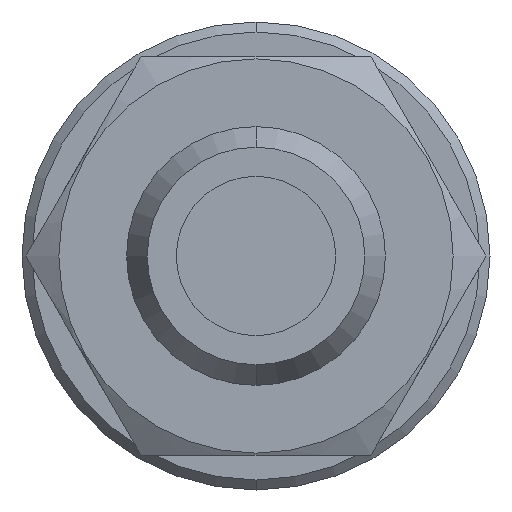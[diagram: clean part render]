
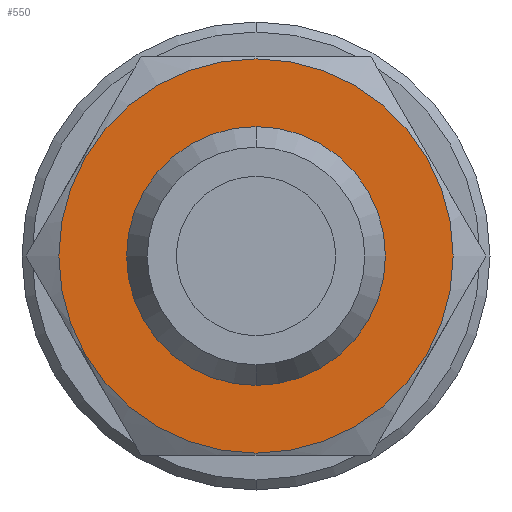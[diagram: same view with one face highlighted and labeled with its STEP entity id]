
A CAD part, front view. The second image highlights one B-rep face of the part: STEP entity #550.
In plain terms, the highlighted planar face has unit normal (0, -1, 0).
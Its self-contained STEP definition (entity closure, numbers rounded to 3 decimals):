
#99 = AXIS2_PLACEMENT_3D ( 'NONE', #1379, #1262, #1260 ) ;
#115 = AXIS2_PLACEMENT_3D ( 'NONE', #2050, #2243, #2239 ) ;
#119 = AXIS2_PLACEMENT_3D ( 'NONE', #2246, #2126, #2242 ) ;
#138 = CIRCLE ( 'NONE', #99, 6.5 ) ;
#142 = CIRCLE ( 'NONE', #115, 9.9 ) ;
#181 = CIRCLE ( 'NONE', #119, 6.5 ) ;
#252 = CARTESIAN_POINT ( 'NONE',  ( 0., -16.5, 0. ) ) ;
#289 = DIRECTION ( 'NONE',  ( 0., -1., 0. ) ) ;
#334 = DIRECTION ( 'NONE',  ( 0., 0., -1. ) ) ;
#540 = EDGE_CURVE ( 'NONE', #2662, #2680, #761, .T. ) ;
#550 = ADVANCED_FACE ( 'NONE', ( #898, #925 ), #2099, .T. ) ;
#585 = EDGE_CURVE ( 'NONE', #2679, #2682, #181, .T. ) ;
#612 = EDGE_CURVE ( 'NONE', #2680, #2662, #142, .T. ) ;
#634 = EDGE_CURVE ( 'NONE', #2682, #2679, #138, .T. ) ;
#750 = AXIS2_PLACEMENT_3D ( 'NONE', #252, #289, #334 ) ;
#756 = AXIS2_PLACEMENT_3D ( 'NONE', #2149, #2121, #2270 ) ;
#761 = CIRCLE ( 'NONE', #750, 9.9 ) ;
#898 = FACE_OUTER_BOUND ( 'NONE', #2438, .T. ) ;
#925 = FACE_BOUND ( 'NONE', #2448, .T. ) ;
#1115 = ORIENTED_EDGE ( 'NONE', *, *, #612, .T. ) ;
#1155 = ORIENTED_EDGE ( 'NONE', *, *, #585, .F. ) ;
#1184 = ORIENTED_EDGE ( 'NONE', *, *, #634, .F. ) ;
#1202 = ORIENTED_EDGE ( 'NONE', *, *, #540, .T. ) ;
#1260 = DIRECTION ( 'NONE',  ( 0., 0., -1. ) ) ;
#1262 = DIRECTION ( 'NONE',  ( 0., -1., 0. ) ) ;
#1379 = CARTESIAN_POINT ( 'NONE',  ( 0., -16.5, 0. ) ) ;
#2050 = CARTESIAN_POINT ( 'NONE',  ( 0., -16.5, 0. ) ) ;
#2099 = PLANE ( 'NONE',  #756 ) ;
#2121 = DIRECTION ( 'NONE',  ( 0., -1., 0. ) ) ;
#2126 = DIRECTION ( 'NONE',  ( 0., -1., 0. ) ) ;
#2149 = CARTESIAN_POINT ( 'NONE',  ( 9.9, -16.5, 0. ) ) ;
#2239 = DIRECTION ( 'NONE',  ( 0., 0., -1. ) ) ;
#2242 = DIRECTION ( 'NONE',  ( 0., 0., -1. ) ) ;
#2243 = DIRECTION ( 'NONE',  ( 0., -1., 0. ) ) ;
#2246 = CARTESIAN_POINT ( 'NONE',  ( 0., -16.5, 0. ) ) ;
#2270 = DIRECTION ( 'NONE',  ( 0., 0., -1. ) ) ;
#2331 = CARTESIAN_POINT ( 'NONE',  ( 0., -16.5, -9.9 ) ) ;
#2332 = CARTESIAN_POINT ( 'NONE',  ( 0., -16.5, 6.5 ) ) ;
#2333 = CARTESIAN_POINT ( 'NONE',  ( 0., -16.5, -6.5 ) ) ;
#2334 = CARTESIAN_POINT ( 'NONE',  ( 0., -16.5, 9.9 ) ) ;
#2438 = EDGE_LOOP ( 'NONE', ( #1202, #1115 ) ) ;
#2448 = EDGE_LOOP ( 'NONE', ( #1184, #1155 ) ) ;
#2662 = VERTEX_POINT ( 'NONE', #2334 ) ;
#2679 = VERTEX_POINT ( 'NONE', #2332 ) ;
#2680 = VERTEX_POINT ( 'NONE', #2331 ) ;
#2682 = VERTEX_POINT ( 'NONE', #2333 ) ;
